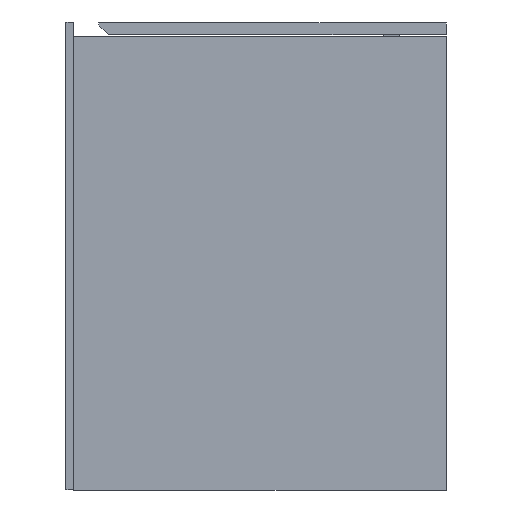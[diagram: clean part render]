
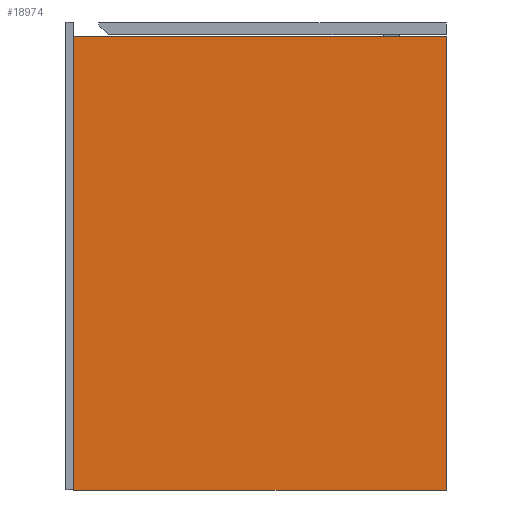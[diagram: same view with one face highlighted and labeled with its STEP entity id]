
A CAD part, left-side view. The second image highlights one B-rep face of the part: STEP entity #18974.
In plain terms, the highlighted planar face has unit normal (-1, 0, 0).
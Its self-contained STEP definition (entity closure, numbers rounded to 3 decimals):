
#265 = CARTESIAN_POINT ( 'NONE',  ( 2., 829.397, -470. ) ) ;
#400 = ORIENTED_EDGE ( 'NONE', *, *, #10759, .T. ) ;
#736 = VERTEX_POINT ( 'NONE', #20900 ) ;
#1072 = EDGE_CURVE ( 'NONE', #11454, #736, #17357, .T. ) ;
#2155 = DIRECTION ( 'NONE',  ( 0., 0., -1. ) ) ;
#2625 = VECTOR ( 'NONE', #23553, 1000. ) ;
#3764 = VERTEX_POINT ( 'NONE', #8546 ) ;
#4031 = LINE ( 'NONE', #16477, #9437 ) ;
#5429 = CARTESIAN_POINT ( 'NONE',  ( 2., 374., -470. ) ) ;
#6964 = ORIENTED_EDGE ( 'NONE', *, *, #1072, .F. ) ;
#6978 = CARTESIAN_POINT ( 'NONE',  ( 2., 0., -470. ) ) ;
#7901 = ORIENTED_EDGE ( 'NONE', *, *, #14700, .F. ) ;
#8348 = DIRECTION ( 'NONE',  ( 0., -1., 0. ) ) ;
#8546 = CARTESIAN_POINT ( 'NONE',  ( 2., 0., -15. ) ) ;
#9437 = VECTOR ( 'NONE', #12094, 1000. ) ;
#9742 = VECTOR ( 'NONE', #8348, 1000. ) ;
#10186 = ORIENTED_EDGE ( 'NONE', *, *, #18228, .T. ) ;
#10759 = EDGE_CURVE ( 'NONE', #11454, #13123, #20518, .T. ) ;
#11454 = VERTEX_POINT ( 'NONE', #5429 ) ;
#12094 = DIRECTION ( 'NONE',  ( 0., 0., 1. ) ) ;
#13123 = VERTEX_POINT ( 'NONE', #6978 ) ;
#13854 = LINE ( 'NONE', #17707, #2625 ) ;
#14700 = EDGE_CURVE ( 'NONE', #736, #3764, #13854, .T. ) ;
#16071 = VECTOR ( 'NONE', #16973, 1000. ) ;
#16477 = CARTESIAN_POINT ( 'NONE',  ( 2., 0., -470. ) ) ;
#16973 = DIRECTION ( 'NONE',  ( 0., 0., 1. ) ) ;
#17357 = LINE ( 'NONE', #19075, #16071 ) ;
#17707 = CARTESIAN_POINT ( 'NONE',  ( 2., 829.397, -15. ) ) ;
#17872 = AXIS2_PLACEMENT_3D ( 'NONE', #20274, #22545, #2155 ) ;
#17910 = FACE_OUTER_BOUND ( 'NONE', #19486, .T. ) ;
#18228 = EDGE_CURVE ( 'NONE', #13123, #3764, #4031, .T. ) ;
#18974 = ADVANCED_FACE ( 'NONE', ( #17910 ), #22007, .F. ) ;
#19075 = CARTESIAN_POINT ( 'NONE',  ( 2., 374., -470. ) ) ;
#19486 = EDGE_LOOP ( 'NONE', ( #6964, #400, #10186, #7901 ) ) ;
#20274 = CARTESIAN_POINT ( 'NONE',  ( 2., 829.397, -470. ) ) ;
#20518 = LINE ( 'NONE', #265, #9742 ) ;
#20900 = CARTESIAN_POINT ( 'NONE',  ( 2., 374., -15. ) ) ;
#22007 = PLANE ( 'NONE',  #17872 ) ;
#22545 = DIRECTION ( 'NONE',  ( 1., 0., 0. ) ) ;
#23553 = DIRECTION ( 'NONE',  ( 0., -1., 0. ) ) ;
